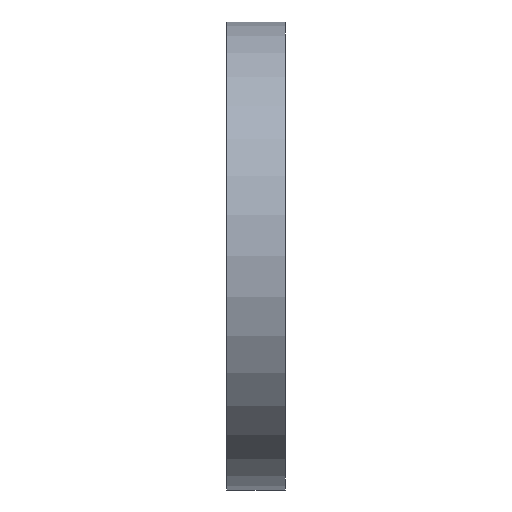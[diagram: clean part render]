
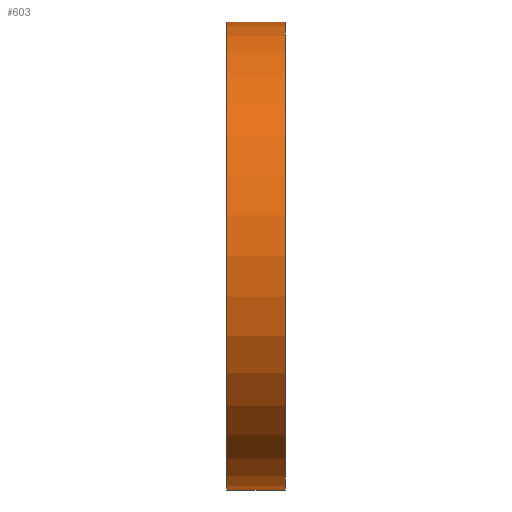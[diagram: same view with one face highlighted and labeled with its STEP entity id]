
A CAD part, left-side view. The second image highlights one B-rep face of the part: STEP entity #603.
In plain terms, the highlighted cylindrical face has radius 12.7 mm (diameter 25.4 mm), a partial arc.
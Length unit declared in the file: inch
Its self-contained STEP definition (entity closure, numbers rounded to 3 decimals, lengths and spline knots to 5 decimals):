
#2 = CIRCLE ( 'NONE', #220, 0.5 ) ;
#28 = CARTESIAN_POINT ( 'NONE',  ( 0., 0.125, 0. ) ) ;
#42 = DIRECTION ( 'NONE',  ( 0., -1., 0. ) ) ;
#44 = DIRECTION ( 'NONE',  ( 0., 0., -1. ) ) ;
#94 = CARTESIAN_POINT ( 'NONE',  ( 0., 0.125, -0.5 ) ) ;
#128 = DIRECTION ( 'NONE',  ( 0., 0., 1. ) ) ;
#129 = DIRECTION ( 'NONE',  ( 0., 1., 0. ) ) ;
#130 = AXIS2_PLACEMENT_3D ( 'NONE', #28, #42, #44 ) ;
#131 = CARTESIAN_POINT ( 'NONE',  ( 0., 0., 0. ) ) ;
#157 = VERTEX_POINT ( 'NONE', #323 ) ;
#220 = AXIS2_PLACEMENT_3D ( 'NONE', #131, #129, #128 ) ;
#242 = CARTESIAN_POINT ( 'NONE',  ( 0., 0.125, -0.5 ) ) ;
#268 = DIRECTION ( 'NONE',  ( 0., -1., 0. ) ) ;
#274 = ORIENTED_EDGE ( 'NONE', *, *, #388, .T. ) ;
#317 = ORIENTED_EDGE ( 'NONE', *, *, #448, .T. ) ;
#323 = CARTESIAN_POINT ( 'NONE',  ( 0., 0., 0.5 ) ) ;
#340 = CARTESIAN_POINT ( 'NONE',  ( 0., 0.125, 0.5 ) ) ;
#367 = AXIS2_PLACEMENT_3D ( 'NONE', #393, #438, #408 ) ;
#371 = EDGE_CURVE ( 'NONE', #512, #835, #486, .T. ) ;
#388 = EDGE_CURVE ( 'NONE', #512, #678, #527, .T. ) ;
#393 = CARTESIAN_POINT ( 'NONE',  ( 0., 0.125, 0. ) ) ;
#395 = DIRECTION ( 'NONE',  ( 0., -1., 0. ) ) ;
#397 = ORIENTED_EDGE ( 'NONE', *, *, #371, .F. ) ;
#408 = DIRECTION ( 'NONE',  ( 0., 0., 1. ) ) ;
#437 = EDGE_CURVE ( 'NONE', #835, #157, #502, .T. ) ;
#438 = DIRECTION ( 'NONE',  ( 0., 1., 0. ) ) ;
#448 = EDGE_CURVE ( 'NONE', #678, #157, #2, .T. ) ;
#451 = FACE_OUTER_BOUND ( 'NONE', #838, .T. ) ;
#482 = ORIENTED_EDGE ( 'NONE', *, *, #437, .F. ) ;
#486 = CIRCLE ( 'NONE', #367, 0.5 ) ;
#501 = VECTOR ( 'NONE', #395, 39.37008 ) ;
#502 = LINE ( 'NONE', #340, #742 ) ;
#512 = VERTEX_POINT ( 'NONE', #94 ) ;
#527 = LINE ( 'NONE', #242, #501 ) ;
#545 = CYLINDRICAL_SURFACE ( 'NONE', #130, 0.5 ) ;
#603 = ADVANCED_FACE ( 'NONE', ( #451 ), #545, .T. ) ;
#652 = CARTESIAN_POINT ( 'NONE',  ( 0., 0.125, 0.5 ) ) ;
#678 = VERTEX_POINT ( 'NONE', #810 ) ;
#742 = VECTOR ( 'NONE', #268, 39.37008 ) ;
#810 = CARTESIAN_POINT ( 'NONE',  ( 0., 0., -0.5 ) ) ;
#835 = VERTEX_POINT ( 'NONE', #652 ) ;
#838 = EDGE_LOOP ( 'NONE', ( #482, #397, #274, #317 ) ) ;
